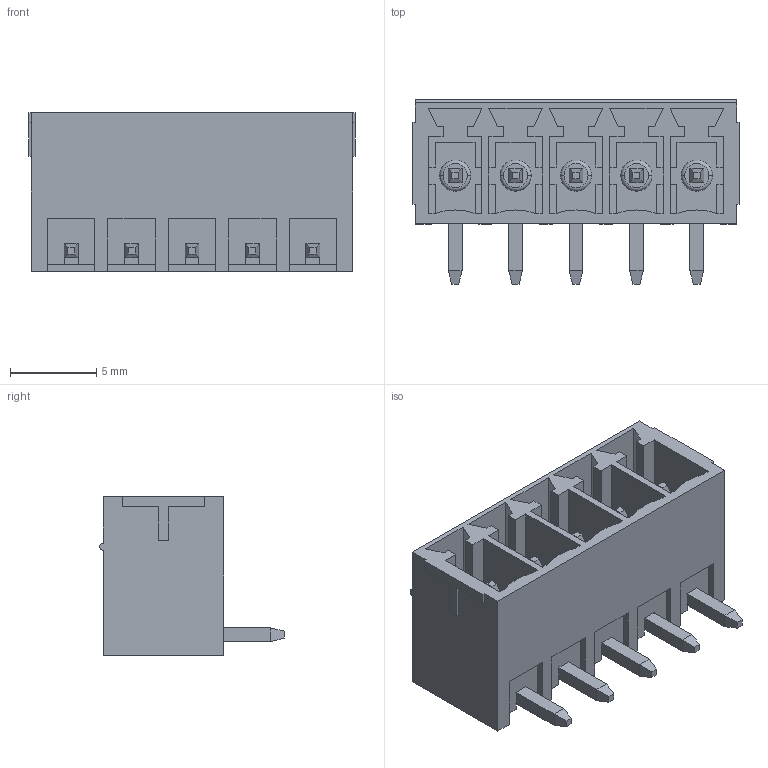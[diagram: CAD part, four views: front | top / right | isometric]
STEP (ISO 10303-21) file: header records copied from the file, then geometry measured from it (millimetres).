
FILE_DESCRIPTION(('STEP AP242'),'1');
FILE_NAME('691322110005.stp','2022-03-03T14:03:39',('TraceParts'),('TraceParts S.A.'),'Spatial InterOp 3D',' ',' ');
FILE_SCHEMA(('AP242_MANAGED_MODEL_BASED_3D_ENGINEERING_MIM_LF {1 0 10303 442 1 1 4}'));
Length unit declared in the file: millimetre
Products named in the file (1): 691322110005_1
Bounding box: 18.9 x 10.7 x 9.2 mm (x, y, z)
Volume: 570.2 mm3; surface area: 1936.6 mm2
Topology: 6 solids, 6 shells, 324 faces, 861 edges, 554 vertices
Faces by surface type: plane 293, cylinder 21, torus 10
Entity records: 12475 total; most frequent: CARTESIAN_POINT 1745, ORIENTED_EDGE 1722, DIRECTION 1583, EDGE_CURVE 861, LINE 799, VECTOR 799, VERTEX_POINT 554, AXIS2_PLACEMENT_3D 392
